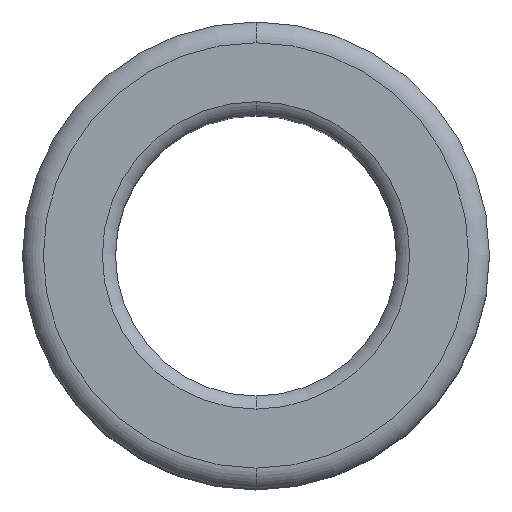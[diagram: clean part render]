
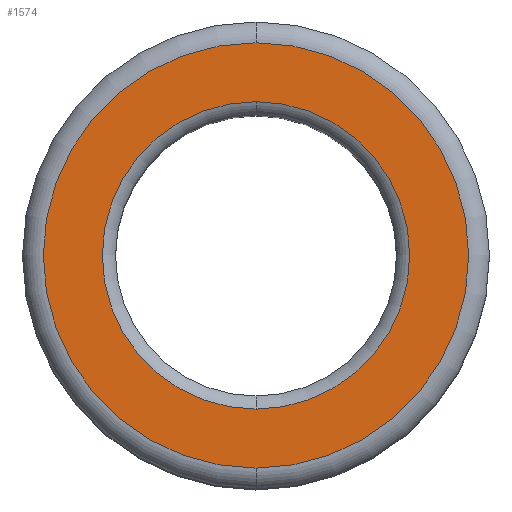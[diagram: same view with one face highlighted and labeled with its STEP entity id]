
A CAD part, top view. The second image highlights one B-rep face of the part: STEP entity #1574.
In plain terms, the highlighted planar face has unit normal (0, 0, 1).
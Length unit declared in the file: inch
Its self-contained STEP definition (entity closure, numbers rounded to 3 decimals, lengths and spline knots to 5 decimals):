
#9 = DIRECTION ( 'NONE',  ( 0., 0., -1. ) ) ;
#39 = AXIS2_PLACEMENT_3D ( 'NONE', #418, #9, #1472 ) ;
#53 = CIRCLE ( 'NONE', #1240, 0.2055 ) ;
#126 = CARTESIAN_POINT ( 'NONE',  ( 0.2055, 0., 0.43375 ) ) ;
#155 = ORIENTED_EDGE ( 'NONE', *, *, #1506, .T. ) ;
#169 = EDGE_CURVE ( 'NONE', #1095, #943, #1168, .T. ) ;
#259 = CARTESIAN_POINT ( 'NONE',  ( 0., -0.28438, 0.43375 ) ) ;
#320 = DIRECTION ( 'NONE',  ( 0., 0., -1. ) ) ;
#323 = ORIENTED_EDGE ( 'NONE', *, *, #1274, .F. ) ;
#327 = CARTESIAN_POINT ( 'NONE',  ( -0.2055, 0., 0.43375 ) ) ;
#379 = DIRECTION ( 'NONE',  ( 0., 0., -1. ) ) ;
#389 = DIRECTION ( 'NONE',  ( 0., 0., -1. ) ) ;
#418 = CARTESIAN_POINT ( 'NONE',  ( 0., 0., 0.43375 ) ) ;
#445 = CARTESIAN_POINT ( 'NONE',  ( 0., 0.28438, 0.43375 ) ) ;
#446 = EDGE_LOOP ( 'NONE', ( #323, #1255 ) ) ;
#525 = VERTEX_POINT ( 'NONE', #126 ) ;
#630 = DIRECTION ( 'NONE',  ( 0., 0., -1. ) ) ;
#701 = VERTEX_POINT ( 'NONE', #327 ) ;
#710 = ORIENTED_EDGE ( 'NONE', *, *, #1002, .T. ) ;
#738 = AXIS2_PLACEMENT_3D ( 'NONE', #1001, #630, #1672 ) ;
#774 = DIRECTION ( 'NONE',  ( 0., -1., 0. ) ) ;
#943 = VERTEX_POINT ( 'NONE', #1561 ) ;
#1001 = CARTESIAN_POINT ( 'NONE',  ( 0., 0., 0.43375 ) ) ;
#1002 = EDGE_CURVE ( 'NONE', #701, #525, #1682, .T. ) ;
#1062 = AXIS2_PLACEMENT_3D ( 'NONE', #1167, #389, #1200 ) ;
#1095 = VERTEX_POINT ( 'NONE', #259 ) ;
#1115 = FACE_BOUND ( 'NONE', #1529, .T. ) ;
#1167 = CARTESIAN_POINT ( 'NONE',  ( 0., 0., 0.43375 ) ) ;
#1168 = CIRCLE ( 'NONE', #39, 0.28438 ) ;
#1200 = DIRECTION ( 'NONE',  ( 0., -1., 0. ) ) ;
#1240 = AXIS2_PLACEMENT_3D ( 'NONE', #1579, #379, #774 ) ;
#1255 = ORIENTED_EDGE ( 'NONE', *, *, #169, .F. ) ;
#1274 = EDGE_CURVE ( 'NONE', #943, #1095, #1431, .T. ) ;
#1378 = PLANE ( 'NONE',  #1700 ) ;
#1431 = CIRCLE ( 'NONE', #738, 0.28438 ) ;
#1472 = DIRECTION ( 'NONE',  ( 0., 1., 0. ) ) ;
#1506 = EDGE_CURVE ( 'NONE', #525, #701, #53, .T. ) ;
#1529 = EDGE_LOOP ( 'NONE', ( #155, #710 ) ) ;
#1536 = DIRECTION ( 'NONE',  ( 0., 1., 0. ) ) ;
#1561 = CARTESIAN_POINT ( 'NONE',  ( 0., 0.28437, 0.43375 ) ) ;
#1574 = ADVANCED_FACE ( 'NONE', ( #1115, #1623 ), #1378, .F. ) ;
#1579 = CARTESIAN_POINT ( 'NONE',  ( 0., 0., 0.43375 ) ) ;
#1623 = FACE_OUTER_BOUND ( 'NONE', #446, .T. ) ;
#1672 = DIRECTION ( 'NONE',  ( 0., 1., 0. ) ) ;
#1682 = CIRCLE ( 'NONE', #1062, 0.2055 ) ;
#1700 = AXIS2_PLACEMENT_3D ( 'NONE', #445, #320, #1536 ) ;
